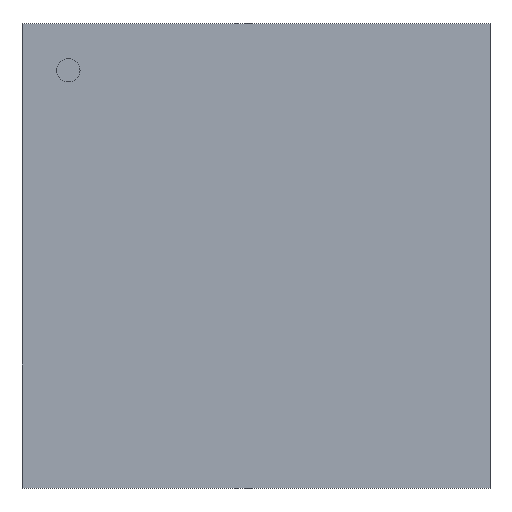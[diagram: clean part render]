
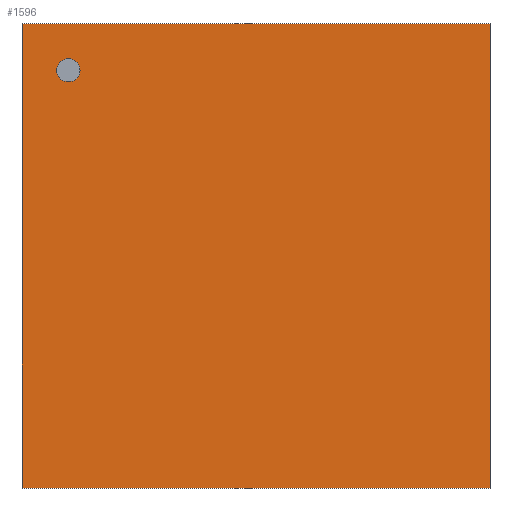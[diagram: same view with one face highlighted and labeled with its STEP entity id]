
A CAD part, top view. The second image highlights one B-rep face of the part: STEP entity #1596.
In plain terms, the highlighted planar face has unit normal (0, 0, 1).
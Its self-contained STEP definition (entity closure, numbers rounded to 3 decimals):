
#1596=ADVANCED_FACE('',(#1602),#1597,.F.);
#1597=PLANE('',#1598);
#1598=AXIS2_PLACEMENT_3D('',#1599,#1600,#1601);
#1599=CARTESIAN_POINT('Origin',(-1.588,-1.575,0.584));
#1600=DIRECTION('center_axis',(0.0,0.0,-1.0));
#1601=DIRECTION('ref_axis',(0.,1.,0.));
#1602=FACE_OUTER_BOUND('',#1603,.T.);
#1603=EDGE_LOOP('',(#1604,#1614,#1624,#1634));
#1604=ORIENTED_EDGE('',*,*,#1605,.F.);
#1605=EDGE_CURVE('',#1606,#1608,#1610,.T.);
#1606=VERTEX_POINT('',#1607);
#1607=CARTESIAN_POINT('',(1.588,-1.575,0.584));
#1608=VERTEX_POINT('',#1609);
#1609=CARTESIAN_POINT('',(-1.588,-1.575,0.584));
#1610=LINE('',#1611,#1612);
#1611=CARTESIAN_POINT('',(1.588,-1.575,0.584));
#1612=VECTOR('',#1613,3.175);
#1613=DIRECTION('',(-1.0,0.0,0.0));
#1614=ORIENTED_EDGE('',*,*,#1615,.F.);
#1615=EDGE_CURVE('',#1616,#1618,#1620,.T.);
#1616=VERTEX_POINT('',#1617);
#1617=CARTESIAN_POINT('',(1.588,1.575,0.584));
#1618=VERTEX_POINT('',#1607);
#1620=LINE('',#1621,#1622);
#1621=CARTESIAN_POINT('',(1.588,1.575,0.584));
#1622=VECTOR('',#1623,3.15);
#1623=DIRECTION('',(0.0,-1.0,0.0));
#1624=ORIENTED_EDGE('',*,*,#1625,.F.);
#1625=EDGE_CURVE('',#1626,#1628,#1630,.T.);
#1626=VERTEX_POINT('',#1627);
#1627=CARTESIAN_POINT('',(-1.588,1.575,0.584));
#1628=VERTEX_POINT('',#1617);
#1630=LINE('',#1631,#1632);
#1631=CARTESIAN_POINT('',(-1.588,1.575,0.584));
#1632=VECTOR('',#1633,3.175);
#1633=DIRECTION('',(1.0,0.0,0.0));
#1634=ORIENTED_EDGE('',*,*,#1635,.F.);
#1635=EDGE_CURVE('',#1636,#1638,#1640,.T.);
#1636=VERTEX_POINT('',#1609);
#1638=VERTEX_POINT('',#1627);
#1640=LINE('',#1641,#1642);
#1641=CARTESIAN_POINT('',(-1.588,-1.575,0.584));
#1642=VECTOR('',#1643,3.15);
#1643=DIRECTION('',(0.0,1.0,0.0));
